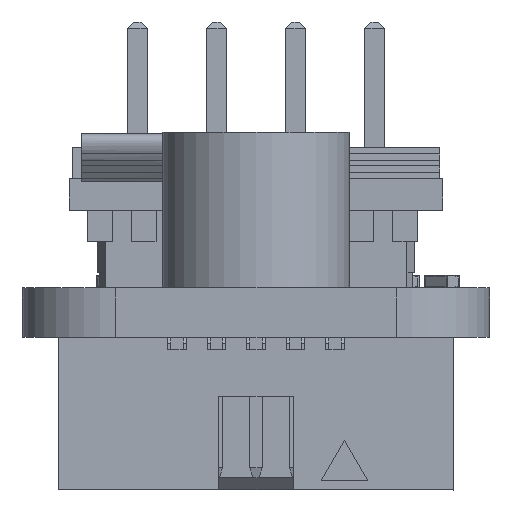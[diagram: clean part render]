
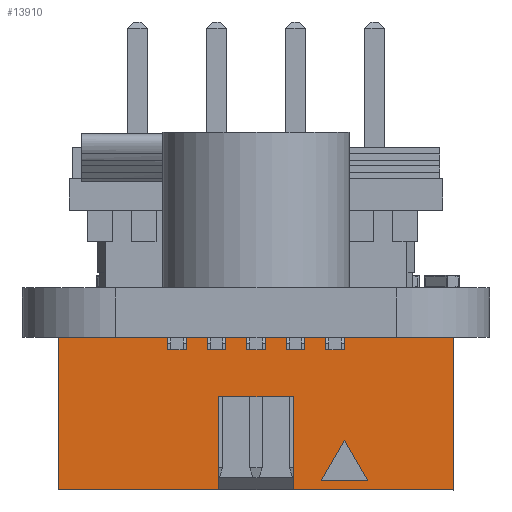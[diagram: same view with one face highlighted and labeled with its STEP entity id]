
A CAD part, left-side view. The second image highlights one B-rep face of the part: STEP entity #13910.
In plain terms, the highlighted face is planar.
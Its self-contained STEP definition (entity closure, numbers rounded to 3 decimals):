
#13910 = ADVANCED_FACE('',(#13911,#14137),#14163,.F.);
#13911 = FACE_BOUND('',#13912,.T.);
#13912 = EDGE_LOOP('',(#13913,#13923,#13931,#13939,#13947,#13955,#13963,
    #13971,#13979,#13987,#13995,#14003,#14011,#14019,#14027,#14035,
    #14043,#14051,#14059,#14067,#14075,#14083,#14091,#14099,#14107,
    #14115,#14123,#14131));
#13913 = ORIENTED_EDGE('',*,*,#13914,.T.);
#13914 = EDGE_CURVE('',#13915,#13917,#13919,.T.);
#13915 = VERTEX_POINT('',#13916);
#13916 = CARTESIAN_POINT('',(2.24,-2.5,-2.05));
#13917 = VERTEX_POINT('',#13918);
#13918 = CARTESIAN_POINT('',(2.84,-2.5,-2.05));
#13919 = LINE('',#13920,#13921);
#13920 = CARTESIAN_POINT('',(2.24,-2.5,-2.05));
#13921 = VECTOR('',#13922,1.);
#13922 = DIRECTION('',(1.,0.,0.));
#13923 = ORIENTED_EDGE('',*,*,#13924,.T.);
#13924 = EDGE_CURVE('',#13917,#13925,#13927,.T.);
#13925 = VERTEX_POINT('',#13926);
#13926 = CARTESIAN_POINT('',(2.84,-2.5,-2.45));
#13927 = LINE('',#13928,#13929);
#13928 = CARTESIAN_POINT('',(2.84,-2.5,-2.05));
#13929 = VECTOR('',#13930,1.);
#13930 = DIRECTION('',(0.,0.,-1.));
#13931 = ORIENTED_EDGE('',*,*,#13932,.F.);
#13932 = EDGE_CURVE('',#13933,#13925,#13935,.T.);
#13933 = VERTEX_POINT('',#13934);
#13934 = CARTESIAN_POINT('',(6.35,-2.5,-2.45));
#13935 = LINE('',#13936,#13937);
#13936 = CARTESIAN_POINT('',(6.35,-2.5,-2.45));
#13937 = VECTOR('',#13938,1.);
#13938 = DIRECTION('',(-1.,0.,0.));
#13939 = ORIENTED_EDGE('',*,*,#13940,.F.);
#13940 = EDGE_CURVE('',#13941,#13933,#13943,.T.);
#13941 = VERTEX_POINT('',#13942);
#13942 = CARTESIAN_POINT('',(6.35,-2.5,2.45));
#13943 = LINE('',#13944,#13945);
#13944 = CARTESIAN_POINT('',(6.35,-2.5,2.45));
#13945 = VECTOR('',#13946,1.);
#13946 = DIRECTION('',(0.,0.,-1.));
#13947 = ORIENTED_EDGE('',*,*,#13948,.F.);
#13948 = EDGE_CURVE('',#13949,#13941,#13951,.T.);
#13949 = VERTEX_POINT('',#13950);
#13950 = CARTESIAN_POINT('',(1.2,-2.5,2.45));
#13951 = LINE('',#13952,#13953);
#13952 = CARTESIAN_POINT('',(-6.35,-2.5,2.45));
#13953 = VECTOR('',#13954,1.);
#13954 = DIRECTION('',(1.,0.,0.));
#13955 = ORIENTED_EDGE('',*,*,#13956,.F.);
#13956 = EDGE_CURVE('',#13957,#13949,#13959,.T.);
#13957 = VERTEX_POINT('',#13958);
#13958 = CARTESIAN_POINT('',(1.2,-2.5,-0.55));
#13959 = LINE('',#13960,#13961);
#13960 = CARTESIAN_POINT('',(1.2,-2.5,-0.55));
#13961 = VECTOR('',#13962,1.);
#13962 = DIRECTION('',(0.,0.,1.));
#13963 = ORIENTED_EDGE('',*,*,#13964,.T.);
#13964 = EDGE_CURVE('',#13957,#13965,#13967,.T.);
#13965 = VERTEX_POINT('',#13966);
#13966 = CARTESIAN_POINT('',(-1.2,-2.5,-0.55));
#13967 = LINE('',#13968,#13969);
#13968 = CARTESIAN_POINT('',(1.2,-2.5,-0.55));
#13969 = VECTOR('',#13970,1.);
#13970 = DIRECTION('',(-1.,0.,0.));
#13971 = ORIENTED_EDGE('',*,*,#13972,.T.);
#13972 = EDGE_CURVE('',#13965,#13973,#13975,.T.);
#13973 = VERTEX_POINT('',#13974);
#13974 = CARTESIAN_POINT('',(-1.2,-2.5,2.45));
#13975 = LINE('',#13976,#13977);
#13976 = CARTESIAN_POINT('',(-1.2,-2.5,-0.55));
#13977 = VECTOR('',#13978,1.);
#13978 = DIRECTION('',(0.,0.,1.));
#13979 = ORIENTED_EDGE('',*,*,#13980,.F.);
#13980 = EDGE_CURVE('',#13981,#13973,#13983,.T.);
#13981 = VERTEX_POINT('',#13982);
#13982 = CARTESIAN_POINT('',(-6.35,-2.5,2.45));
#13983 = LINE('',#13984,#13985);
#13984 = CARTESIAN_POINT('',(-6.35,-2.5,2.45));
#13985 = VECTOR('',#13986,1.);
#13986 = DIRECTION('',(1.,0.,0.));
#13987 = ORIENTED_EDGE('',*,*,#13988,.F.);
#13988 = EDGE_CURVE('',#13989,#13981,#13991,.T.);
#13989 = VERTEX_POINT('',#13990);
#13990 = CARTESIAN_POINT('',(-6.35,-2.5,-2.45));
#13991 = LINE('',#13992,#13993);
#13992 = CARTESIAN_POINT('',(-6.35,-2.5,-2.45));
#13993 = VECTOR('',#13994,1.);
#13994 = DIRECTION('',(0.,0.,1.));
#13995 = ORIENTED_EDGE('',*,*,#13996,.F.);
#13996 = EDGE_CURVE('',#13997,#13989,#13999,.T.);
#13997 = VERTEX_POINT('',#13998);
#13998 = CARTESIAN_POINT('',(-2.84,-2.5,-2.45));
#13999 = LINE('',#14000,#14001);
#14000 = CARTESIAN_POINT('',(6.35,-2.5,-2.45));
#14001 = VECTOR('',#14002,1.);
#14002 = DIRECTION('',(-1.,0.,0.));
#14003 = ORIENTED_EDGE('',*,*,#14004,.T.);
#14004 = EDGE_CURVE('',#13997,#14005,#14007,.T.);
#14005 = VERTEX_POINT('',#14006);
#14006 = CARTESIAN_POINT('',(-2.84,-2.5,-2.05));
#14007 = LINE('',#14008,#14009);
#14008 = CARTESIAN_POINT('',(-2.84,-2.5,-2.45));
#14009 = VECTOR('',#14010,1.);
#14010 = DIRECTION('',(0.,0.,1.));
#14011 = ORIENTED_EDGE('',*,*,#14012,.T.);
#14012 = EDGE_CURVE('',#14005,#14013,#14015,.T.);
#14013 = VERTEX_POINT('',#14014);
#14014 = CARTESIAN_POINT('',(-2.24,-2.5,-2.05));
#14015 = LINE('',#14016,#14017);
#14016 = CARTESIAN_POINT('',(-2.84,-2.5,-2.05));
#14017 = VECTOR('',#14018,1.);
#14018 = DIRECTION('',(1.,0.,0.));
#14019 = ORIENTED_EDGE('',*,*,#14020,.T.);
#14020 = EDGE_CURVE('',#14013,#14021,#14023,.T.);
#14021 = VERTEX_POINT('',#14022);
#14022 = CARTESIAN_POINT('',(-2.24,-2.5,-2.45));
#14023 = LINE('',#14024,#14025);
#14024 = CARTESIAN_POINT('',(-2.24,-2.5,-2.05));
#14025 = VECTOR('',#14026,1.);
#14026 = DIRECTION('',(0.,0.,-1.));
#14027 = ORIENTED_EDGE('',*,*,#14028,.F.);
#14028 = EDGE_CURVE('',#14029,#14021,#14031,.T.);
#14029 = VERTEX_POINT('',#14030);
#14030 = CARTESIAN_POINT('',(-1.57,-2.5,-2.45));
#14031 = LINE('',#14032,#14033);
#14032 = CARTESIAN_POINT('',(6.35,-2.5,-2.45));
#14033 = VECTOR('',#14034,1.);
#14034 = DIRECTION('',(-1.,0.,0.));
#14035 = ORIENTED_EDGE('',*,*,#14036,.T.);
#14036 = EDGE_CURVE('',#14029,#14037,#14039,.T.);
#14037 = VERTEX_POINT('',#14038);
#14038 = CARTESIAN_POINT('',(-1.57,-2.5,-2.05));
#14039 = LINE('',#14040,#14041);
#14040 = CARTESIAN_POINT('',(-1.57,-2.5,-2.45));
#14041 = VECTOR('',#14042,1.);
#14042 = DIRECTION('',(0.,0.,1.));
#14043 = ORIENTED_EDGE('',*,*,#14044,.T.);
#14044 = EDGE_CURVE('',#14037,#14045,#14047,.T.);
#14045 = VERTEX_POINT('',#14046);
#14046 = CARTESIAN_POINT('',(-0.97,-2.5,-2.05));
#14047 = LINE('',#14048,#14049);
#14048 = CARTESIAN_POINT('',(-1.57,-2.5,-2.05));
#14049 = VECTOR('',#14050,1.);
#14050 = DIRECTION('',(1.,0.,0.));
#14051 = ORIENTED_EDGE('',*,*,#14052,.T.);
#14052 = EDGE_CURVE('',#14045,#14053,#14055,.T.);
#14053 = VERTEX_POINT('',#14054);
#14054 = CARTESIAN_POINT('',(-0.97,-2.5,-2.45));
#14055 = LINE('',#14056,#14057);
#14056 = CARTESIAN_POINT('',(-0.97,-2.5,-2.05));
#14057 = VECTOR('',#14058,1.);
#14058 = DIRECTION('',(0.,0.,-1.));
#14059 = ORIENTED_EDGE('',*,*,#14060,.F.);
#14060 = EDGE_CURVE('',#14061,#14053,#14063,.T.);
#14061 = VERTEX_POINT('',#14062);
#14062 = CARTESIAN_POINT('',(-0.3,-2.5,-2.45));
#14063 = LINE('',#14064,#14065);
#14064 = CARTESIAN_POINT('',(6.35,-2.5,-2.45));
#14065 = VECTOR('',#14066,1.);
#14066 = DIRECTION('',(-1.,0.,0.));
#14067 = ORIENTED_EDGE('',*,*,#14068,.T.);
#14068 = EDGE_CURVE('',#14061,#14069,#14071,.T.);
#14069 = VERTEX_POINT('',#14070);
#14070 = CARTESIAN_POINT('',(-0.3,-2.5,-2.05));
#14071 = LINE('',#14072,#14073);
#14072 = CARTESIAN_POINT('',(-0.3,-2.5,-2.45));
#14073 = VECTOR('',#14074,1.);
#14074 = DIRECTION('',(0.,0.,1.));
#14075 = ORIENTED_EDGE('',*,*,#14076,.T.);
#14076 = EDGE_CURVE('',#14069,#14077,#14079,.T.);
#14077 = VERTEX_POINT('',#14078);
#14078 = CARTESIAN_POINT('',(0.3,-2.5,-2.05));
#14079 = LINE('',#14080,#14081);
#14080 = CARTESIAN_POINT('',(-0.3,-2.5,-2.05));
#14081 = VECTOR('',#14082,1.);
#14082 = DIRECTION('',(1.,0.,0.));
#14083 = ORIENTED_EDGE('',*,*,#14084,.T.);
#14084 = EDGE_CURVE('',#14077,#14085,#14087,.T.);
#14085 = VERTEX_POINT('',#14086);
#14086 = CARTESIAN_POINT('',(0.3,-2.5,-2.45));
#14087 = LINE('',#14088,#14089);
#14088 = CARTESIAN_POINT('',(0.3,-2.5,-2.05));
#14089 = VECTOR('',#14090,1.);
#14090 = DIRECTION('',(0.,0.,-1.));
#14091 = ORIENTED_EDGE('',*,*,#14092,.F.);
#14092 = EDGE_CURVE('',#14093,#14085,#14095,.T.);
#14093 = VERTEX_POINT('',#14094);
#14094 = CARTESIAN_POINT('',(0.97,-2.5,-2.45));
#14095 = LINE('',#14096,#14097);
#14096 = CARTESIAN_POINT('',(6.35,-2.5,-2.45));
#14097 = VECTOR('',#14098,1.);
#14098 = DIRECTION('',(-1.,0.,0.));
#14099 = ORIENTED_EDGE('',*,*,#14100,.T.);
#14100 = EDGE_CURVE('',#14093,#14101,#14103,.T.);
#14101 = VERTEX_POINT('',#14102);
#14102 = CARTESIAN_POINT('',(0.97,-2.5,-2.05));
#14103 = LINE('',#14104,#14105);
#14104 = CARTESIAN_POINT('',(0.97,-2.5,-2.45));
#14105 = VECTOR('',#14106,1.);
#14106 = DIRECTION('',(0.,0.,1.));
#14107 = ORIENTED_EDGE('',*,*,#14108,.T.);
#14108 = EDGE_CURVE('',#14101,#14109,#14111,.T.);
#14109 = VERTEX_POINT('',#14110);
#14110 = CARTESIAN_POINT('',(1.57,-2.5,-2.05));
#14111 = LINE('',#14112,#14113);
#14112 = CARTESIAN_POINT('',(0.97,-2.5,-2.05));
#14113 = VECTOR('',#14114,1.);
#14114 = DIRECTION('',(1.,0.,0.));
#14115 = ORIENTED_EDGE('',*,*,#14116,.T.);
#14116 = EDGE_CURVE('',#14109,#14117,#14119,.T.);
#14117 = VERTEX_POINT('',#14118);
#14118 = CARTESIAN_POINT('',(1.57,-2.5,-2.45));
#14119 = LINE('',#14120,#14121);
#14120 = CARTESIAN_POINT('',(1.57,-2.5,-2.05));
#14121 = VECTOR('',#14122,1.);
#14122 = DIRECTION('',(0.,0.,-1.));
#14123 = ORIENTED_EDGE('',*,*,#14124,.F.);
#14124 = EDGE_CURVE('',#14125,#14117,#14127,.T.);
#14125 = VERTEX_POINT('',#14126);
#14126 = CARTESIAN_POINT('',(2.24,-2.5,-2.45));
#14127 = LINE('',#14128,#14129);
#14128 = CARTESIAN_POINT('',(6.35,-2.5,-2.45));
#14129 = VECTOR('',#14130,1.);
#14130 = DIRECTION('',(-1.,0.,0.));
#14131 = ORIENTED_EDGE('',*,*,#14132,.T.);
#14132 = EDGE_CURVE('',#14125,#13915,#14133,.T.);
#14133 = LINE('',#14134,#14135);
#14134 = CARTESIAN_POINT('',(2.24,-2.5,-2.45));
#14135 = VECTOR('',#14136,1.);
#14136 = DIRECTION('',(0.,0.,1.));
#14137 = FACE_BOUND('',#14138,.T.);
#14138 = EDGE_LOOP('',(#14139,#14149,#14157));
#14139 = ORIENTED_EDGE('',*,*,#14140,.F.);
#14140 = EDGE_CURVE('',#14141,#14143,#14145,.T.);
#14141 = VERTEX_POINT('',#14142);
#14142 = CARTESIAN_POINT('',(-2.092,-2.5,2.152));
#14143 = VERTEX_POINT('',#14144);
#14144 = CARTESIAN_POINT('',(-3.592,-2.5,2.15));
#14145 = LINE('',#14146,#14147);
#14146 = CARTESIAN_POINT('',(-2.092,-2.5,2.152));
#14147 = VECTOR('',#14148,1.);
#14148 = DIRECTION('',(-1.,0.,-0.001));
#14149 = ORIENTED_EDGE('',*,*,#14150,.F.);
#14150 = EDGE_CURVE('',#14151,#14141,#14153,.T.);
#14151 = VERTEX_POINT('',#14152);
#14152 = CARTESIAN_POINT('',(-2.84,-2.5,0.852));
#14153 = LINE('',#14154,#14155);
#14154 = CARTESIAN_POINT('',(-2.84,-2.5,0.852));
#14155 = VECTOR('',#14156,1.);
#14156 = DIRECTION('',(0.499,0.,0.867));
#14157 = ORIENTED_EDGE('',*,*,#14158,.F.);
#14158 = EDGE_CURVE('',#14143,#14151,#14159,.T.);
#14159 = LINE('',#14160,#14161);
#14160 = CARTESIAN_POINT('',(-3.592,-2.5,2.15));
#14161 = VECTOR('',#14162,1.);
#14162 = DIRECTION('',(0.501,0.,-0.865));
#14163 = PLANE('',#14164);
#14164 = AXIS2_PLACEMENT_3D('',#14165,#14166,#14167);
#14165 = CARTESIAN_POINT('',(0.,-2.5,0.));
#14166 = DIRECTION('',(-0.,1.,0.));
#14167 = DIRECTION('',(1.,0.,0.));
